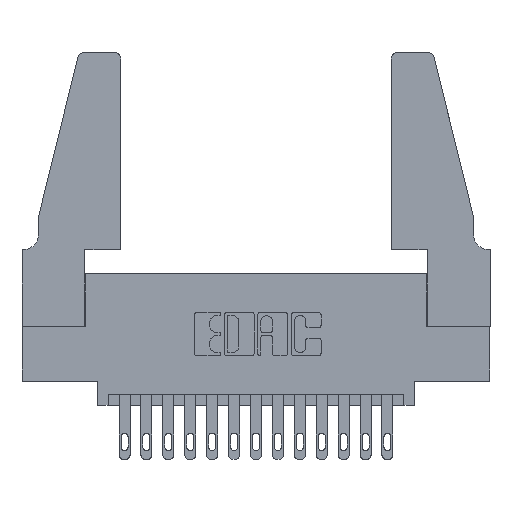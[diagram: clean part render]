
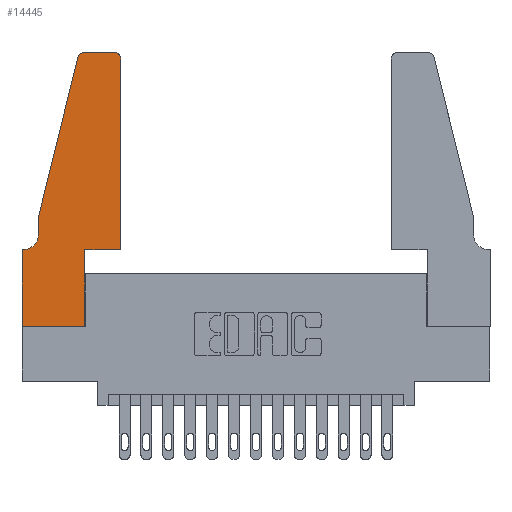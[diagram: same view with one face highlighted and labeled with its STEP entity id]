
A CAD part, top view. The second image highlights one B-rep face of the part: STEP entity #14445.
In plain terms, the highlighted planar face has unit normal (0, 0, 1).
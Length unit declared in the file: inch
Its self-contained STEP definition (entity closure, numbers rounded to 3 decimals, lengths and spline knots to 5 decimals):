
#100 = VERTEX_POINT ( 'NONE', #9807 ) ;
#115 = EDGE_CURVE ( 'NONE', #13514, #11145, #1758, .T. ) ;
#122 = EDGE_LOOP ( 'NONE', ( #11487, #5114, #5507, #7708, #8678, #10292, #9079, #3513, #6910, #2843, #8398, #14442 ) ) ;
#680 = VECTOR ( 'NONE', #7159, 39.37008 ) ;
#698 = EDGE_CURVE ( 'NONE', #7196, #2005, #12966, .T. ) ;
#958 = DIRECTION ( 'NONE',  ( 0., -1., 0. ) ) ;
#1157 = CARTESIAN_POINT ( 'NONE',  ( 0., 0.35, 0.37 ) ) ;
#1220 = EDGE_CURVE ( 'NONE', #4043, #14855, #1731, .T. ) ;
#1249 = EDGE_CURVE ( 'NONE', #10109, #12811, #12554, .T. ) ;
#1266 = DIRECTION ( 'NONE',  ( 0., 0., 1. ) ) ;
#1276 = LINE ( 'NONE', #7097, #680 ) ;
#1579 = EDGE_CURVE ( 'NONE', #11145, #8466, #7790, .T. ) ;
#1581 = AXIS2_PLACEMENT_3D ( 'NONE', #6743, #15593, #8016 ) ;
#1731 = LINE ( 'NONE', #10864, #7618 ) ;
#1758 = LINE ( 'NONE', #8129, #8033 ) ;
#1764 = CARTESIAN_POINT ( 'NONE',  ( 0., 0., 0.37 ) ) ;
#1855 = CARTESIAN_POINT ( 'NONE',  ( 0.0055, 0.35, 0.37 ) ) ;
#1937 = DIRECTION ( 'NONE',  ( 0., 1., 0. ) ) ;
#2005 = VERTEX_POINT ( 'NONE', #1855 ) ;
#2145 = AXIS2_PLACEMENT_3D ( 'NONE', #6947, #3048, #15634 ) ;
#2509 = DIRECTION ( 'NONE',  ( 1., 0., 0. ) ) ;
#2671 = CARTESIAN_POINT ( 'NONE',  ( 0.0755, 0.42, 0.37 ) ) ;
#2795 = VERTEX_POINT ( 'NONE', #5181 ) ;
#2843 = ORIENTED_EDGE ( 'NONE', *, *, #1579, .T. ) ;
#3001 = EDGE_CURVE ( 'NONE', #100, #2795, #14977, .T. ) ;
#3002 = DIRECTION ( 'NONE',  ( 0., 1., 0. ) ) ;
#3048 = DIRECTION ( 'NONE',  ( 0., 0., -1. ) ) ;
#3123 = DIRECTION ( 'NONE',  ( 1., 0., 0. ) ) ;
#3513 = ORIENTED_EDGE ( 'NONE', *, *, #9793, .T. ) ;
#3601 = EDGE_CURVE ( 'NONE', #2005, #4043, #4044, .T. ) ;
#3789 = CARTESIAN_POINT ( 'NONE',  ( 0.2865, 0.35, 0.37 ) ) ;
#4043 = VERTEX_POINT ( 'NONE', #11678 ) ;
#4044 = LINE ( 'NONE', #10610, #15331 ) ;
#4144 = CARTESIAN_POINT ( 'NONE',  ( 0., 0., 0.37 ) ) ;
#4323 = VECTOR ( 'NONE', #3002, 39.37008 ) ;
#4381 = CARTESIAN_POINT ( 'NONE',  ( 0.4505, 0.35, 0.37 ) ) ;
#4384 = CARTESIAN_POINT ( 'NONE',  ( 0.25487, 1.22718, 0.37 ) ) ;
#4602 = CARTESIAN_POINT ( 'NONE',  ( 0.2605, 1.25, 0.37 ) ) ;
#5114 = ORIENTED_EDGE ( 'NONE', *, *, #14865, .T. ) ;
#5181 = CARTESIAN_POINT ( 'NONE',  ( 0.4205, 1.25, 0.37 ) ) ;
#5507 = ORIENTED_EDGE ( 'NONE', *, *, #1249, .T. ) ;
#5669 = EDGE_CURVE ( 'NONE', #2795, #13711, #15289, .T. ) ;
#5824 = CARTESIAN_POINT ( 'NONE',  ( 0.4205, 1.22, 0.37 ) ) ;
#5864 = AXIS2_PLACEMENT_3D ( 'NONE', #1157, #1266, #2509 ) ;
#6063 = EDGE_CURVE ( 'NONE', #12811, #7196, #1276, .T. ) ;
#6743 = CARTESIAN_POINT ( 'NONE',  ( 0.284, 1.22, 0.37 ) ) ;
#6910 = ORIENTED_EDGE ( 'NONE', *, *, #115, .T. ) ;
#6947 = CARTESIAN_POINT ( 'NONE',  ( 0.0055, 0.42, 0.37 ) ) ;
#7037 = DIRECTION ( 'NONE',  ( 0., 0., 1. ) ) ;
#7097 = CARTESIAN_POINT ( 'NONE',  ( 0.0755, 0.5, 0.37 ) ) ;
#7101 = DIRECTION ( 'NONE',  ( -0.239, -0.971, 0. ) ) ;
#7159 = DIRECTION ( 'NONE',  ( 0., -1., 0. ) ) ;
#7196 = VERTEX_POINT ( 'NONE', #2671 ) ;
#7365 = FACE_OUTER_BOUND ( 'NONE', #122, .T. ) ;
#7618 = VECTOR ( 'NONE', #958, 39.37008 ) ;
#7708 = ORIENTED_EDGE ( 'NONE', *, *, #6063, .T. ) ;
#7790 = LINE ( 'NONE', #11046, #15125 ) ;
#8016 = DIRECTION ( 'NONE',  ( 1., 0., 0. ) ) ;
#8033 = VECTOR ( 'NONE', #1937, 39.37008 ) ;
#8129 = CARTESIAN_POINT ( 'NONE',  ( 0.2865, 0.35, 0.37 ) ) ;
#8398 = ORIENTED_EDGE ( 'NONE', *, *, #9354, .T. ) ;
#8466 = VERTEX_POINT ( 'NONE', #4381 ) ;
#8678 = ORIENTED_EDGE ( 'NONE', *, *, #698, .T. ) ;
#9079 = ORIENTED_EDGE ( 'NONE', *, *, #1220, .T. ) ;
#9241 = CARTESIAN_POINT ( 'NONE',  ( 0.4505, 0.35, 0.37 ) ) ;
#9354 = EDGE_CURVE ( 'NONE', #8466, #100, #11060, .T. ) ;
#9674 = DIRECTION ( 'NONE',  ( 1., 0., 0. ) ) ;
#9793 = EDGE_CURVE ( 'NONE', #14855, #13514, #12646, .T. ) ;
#9807 = CARTESIAN_POINT ( 'NONE',  ( 0.4505, 1.22, 0.37 ) ) ;
#10097 = VECTOR ( 'NONE', #10572, 39.37008 ) ;
#10109 = VERTEX_POINT ( 'NONE', #4384 ) ;
#10292 = ORIENTED_EDGE ( 'NONE', *, *, #3601, .T. ) ;
#10572 = DIRECTION ( 'NONE',  ( 1., 0., 0. ) ) ;
#10597 = AXIS2_PLACEMENT_3D ( 'NONE', #5824, #7037, #3123 ) ;
#10610 = CARTESIAN_POINT ( 'NONE',  ( 0.0755, 0.35, 0.37 ) ) ;
#10864 = CARTESIAN_POINT ( 'NONE',  ( 0., 0., 0.37 ) ) ;
#11046 = CARTESIAN_POINT ( 'NONE',  ( 0.4505, 0.35, 0.37 ) ) ;
#11060 = LINE ( 'NONE', #9241, #4323 ) ;
#11145 = VERTEX_POINT ( 'NONE', #3789 ) ;
#11487 = ORIENTED_EDGE ( 'NONE', *, *, #5669, .T. ) ;
#11678 = CARTESIAN_POINT ( 'NONE',  ( 0., 0.35, 0.37 ) ) ;
#11978 = CARTESIAN_POINT ( 'NONE',  ( 0.2865, 0., 0.37 ) ) ;
#12174 = VECTOR ( 'NONE', #7101, 39.37008 ) ;
#12554 = LINE ( 'NONE', #13583, #12174 ) ;
#12646 = LINE ( 'NONE', #1764, #10097 ) ;
#12811 = VERTEX_POINT ( 'NONE', #15481 ) ;
#12966 = CIRCLE ( 'NONE', #2145, 0.07 ) ;
#13117 = DIRECTION ( 'NONE',  ( -1., 0., 0. ) ) ;
#13514 = VERTEX_POINT ( 'NONE', #11978 ) ;
#13583 = CARTESIAN_POINT ( 'NONE',  ( 0.0755, 0.5, 0.37 ) ) ;
#13711 = VERTEX_POINT ( 'NONE', #14923 ) ;
#14442 = ORIENTED_EDGE ( 'NONE', *, *, #3001, .T. ) ;
#14445 = ADVANCED_FACE ( 'NONE', ( #7365 ), #15107, .T. ) ;
#14834 = DIRECTION ( 'NONE',  ( -1., 0., 0. ) ) ;
#14855 = VERTEX_POINT ( 'NONE', #4144 ) ;
#14865 = EDGE_CURVE ( 'NONE', #13711, #10109, #16224, .T. ) ;
#14923 = CARTESIAN_POINT ( 'NONE',  ( 0.284, 1.25, 0.37 ) ) ;
#14977 = CIRCLE ( 'NONE', #10597, 0.03 ) ;
#15107 = PLANE ( 'NONE',  #5864 ) ;
#15125 = VECTOR ( 'NONE', #9674, 39.37008 ) ;
#15289 = LINE ( 'NONE', #4602, #16084 ) ;
#15331 = VECTOR ( 'NONE', #13117, 39.37008 ) ;
#15481 = CARTESIAN_POINT ( 'NONE',  ( 0.0755, 0.5, 0.37 ) ) ;
#15593 = DIRECTION ( 'NONE',  ( 0., 0., 1. ) ) ;
#15634 = DIRECTION ( 'NONE',  ( -1., 0., 0. ) ) ;
#16084 = VECTOR ( 'NONE', #14834, 39.37008 ) ;
#16224 = CIRCLE ( 'NONE', #1581, 0.03 ) ;
